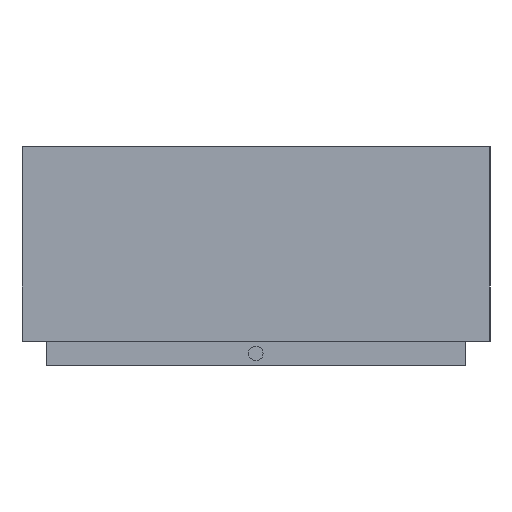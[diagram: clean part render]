
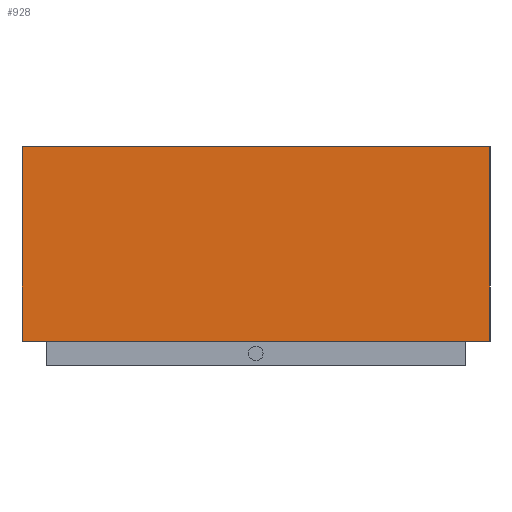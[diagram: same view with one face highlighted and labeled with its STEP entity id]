
A CAD part, left-side view. The second image highlights one B-rep face of the part: STEP entity #928.
In plain terms, the highlighted planar face has unit normal (-1, 0, 0).
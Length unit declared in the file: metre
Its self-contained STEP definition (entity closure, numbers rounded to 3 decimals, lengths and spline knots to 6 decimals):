
#46=ORIENTED_EDGE('',*,*,#294,.T.);
#47=ORIENTED_EDGE('',*,*,#295,.F.);
#48=ORIENTED_EDGE('',*,*,#296,.F.);
#49=ORIENTED_EDGE('',*,*,#291,.T.);
#291=EDGE_CURVE('',#416,#414,#503,.T.);
#294=EDGE_CURVE('',#414,#418,#506,.T.);
#295=EDGE_CURVE('',#419,#418,#507,.T.);
#296=EDGE_CURVE('',#416,#419,#508,.T.);
#414=VERTEX_POINT('',#1345);
#416=VERTEX_POINT('',#1348);
#418=VERTEX_POINT('',#1354);
#419=VERTEX_POINT('',#1356);
#503=LINE('',#1347,#607);
#506=LINE('',#1353,#610);
#507=LINE('',#1355,#611);
#508=LINE('',#1357,#612);
#607=VECTOR('',#1083,1.);
#610=VECTOR('',#1088,1.);
#611=VECTOR('',#1089,1.);
#612=VECTOR('',#1090,1.);
#711=EDGE_LOOP('',(#46,#47,#48,#49));
#795=FACE_BOUND('',#711,.T.);
#879=PLANE('',#1000);
#928=ADVANCED_FACE('',(#795),#879,.F.);
#1000=AXIS2_PLACEMENT_3D('',#1352,#1086,#1087);
#1083=DIRECTION('',(0.,0.,-1.));
#1086=DIRECTION('',(1.,0.,0.));
#1087=DIRECTION('',(0.,0.,-1.));
#1088=DIRECTION('',(0.,-1.,0.));
#1089=DIRECTION('',(0.,0.,-1.));
#1090=DIRECTION('',(0.,-1.,0.));
#1345=CARTESIAN_POINT('',(-0.080299,0.049261,0.));
#1347=CARTESIAN_POINT('',(-0.080299,0.049261,0.04));
#1348=CARTESIAN_POINT('',(-0.080299,0.049261,0.04));
#1352=CARTESIAN_POINT('',(-0.080299,0.001211,0.04));
#1353=CARTESIAN_POINT('',(-0.080299,0.001211,0.));
#1354=CARTESIAN_POINT('',(-0.080299,-0.046839,0.));
#1355=CARTESIAN_POINT('',(-0.080299,-0.046839,0.04));
#1356=CARTESIAN_POINT('',(-0.080299,-0.046839,0.04));
#1357=CARTESIAN_POINT('',(-0.080299,0.001211,0.04));
